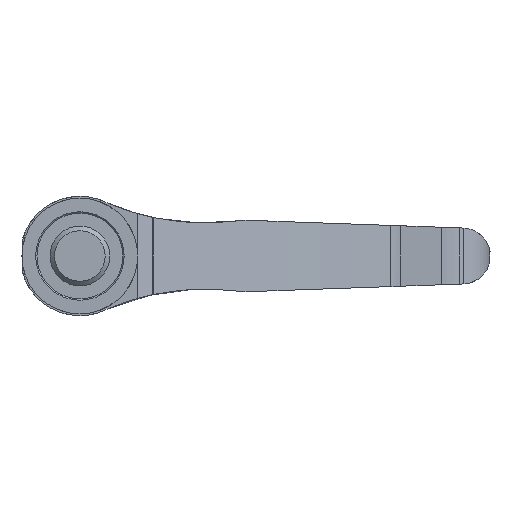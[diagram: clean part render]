
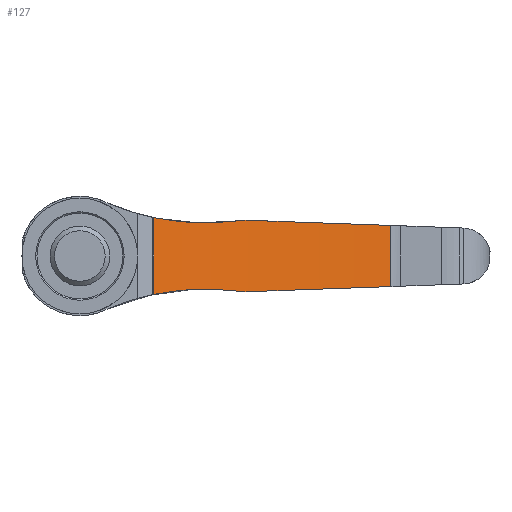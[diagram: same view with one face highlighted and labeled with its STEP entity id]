
A CAD part, front view. The second image highlights one B-rep face of the part: STEP entity #127.
In plain terms, the highlighted cylindrical face has radius 289.16 mm (diameter 578.32 mm), a partial arc.
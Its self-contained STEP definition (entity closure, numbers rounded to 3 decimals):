
#127 = ADVANCED_FACE( '', ( #286 ), #287, .F. );
#286 = FACE_OUTER_BOUND( '', #480, .T. );
#287 = CYLINDRICAL_SURFACE( '', #481, 289.16 );
#480 = EDGE_LOOP( '', ( #785, #786, #787, #788, #789, #790, #791, #792 ) );
#481 = AXIS2_PLACEMENT_3D( '', #793, #794, #795 );
#785 = ORIENTED_EDGE( '', *, *, #1121, .T. );
#786 = ORIENTED_EDGE( '', *, *, #1188, .F. );
#787 = ORIENTED_EDGE( '', *, *, #1189, .T. );
#788 = ORIENTED_EDGE( '', *, *, #1190, .T. );
#789 = ORIENTED_EDGE( '', *, *, #1178, .F. );
#790 = ORIENTED_EDGE( '', *, *, #1191, .T. );
#791 = ORIENTED_EDGE( '', *, *, #1192, .T. );
#792 = ORIENTED_EDGE( '', *, *, #1193, .F. );
#793 = CARTESIAN_POINT( '', ( 152.317, -223.239, 32. ) );
#794 = DIRECTION( '', ( 0., 0., 1. ) );
#795 = DIRECTION( '', ( -1., 0., 0. ) );
#1121 = EDGE_CURVE( '', #1337, #1335, #1338, .T. );
#1178 = EDGE_CURVE( '', #1428, #1430, #1431, .T. );
#1188 = EDGE_CURVE( '', #1443, #1335, #1444, .T. );
#1189 = EDGE_CURVE( '', #1443, #1445, #1446, .T. );
#1190 = EDGE_CURVE( '', #1445, #1430, #1447, .F. );
#1191 = EDGE_CURVE( '', #1428, #1448, #1449, .F. );
#1192 = EDGE_CURVE( '', #1448, #1450, #1451, .T. );
#1193 = EDGE_CURVE( '', #1337, #1450, #1452, .T. );
#1335 = VERTEX_POINT( '', #1683 );
#1337 = VERTEX_POINT( '', #1688 );
#1338 = LINE( '', #1689, #1690 );
#1428 = VERTEX_POINT( '', #1833 );
#1430 = VERTEX_POINT( '', #1835 );
#1431 = LINE( '', #1836, #1837 );
#1443 = VERTEX_POINT( '', #1886 );
#1444 = B_SPLINE_CURVE_WITH_KNOTS( '', 3, ( #1887, #1888, #1889, #1890, #1891, #1892 ), .UNSPECIFIED., .F., .F., ( 4, 2, 4 ), ( 0., 0.013, 0.025 ), .UNSPECIFIED. );
#1445 = VERTEX_POINT( '', #1893 );
#1446 = B_SPLINE_CURVE_WITH_KNOTS( '', 3, ( #1894, #1895, #1896, #1897 ), .UNSPECIFIED., .F., .F., ( 4, 4 ), ( 0., 0.002 ), .UNSPECIFIED. );
#1447 = ELLIPSE( '', #1898, 289.347, 289.16 );
#1448 = VERTEX_POINT( '', #1899 );
#1449 = ELLIPSE( '', #1900, 289.347, 289.16 );
#1450 = VERTEX_POINT( '', #1901 );
#1451 = B_SPLINE_CURVE_WITH_KNOTS( '', 3, ( #1902, #1903, #1904, #1905 ), .UNSPECIFIED., .F., .F., ( 4, 4 ), ( 0., 0.002 ), .UNSPECIFIED. );
#1452 = B_SPLINE_CURVE_WITH_KNOTS( '', 3, ( #1906, #1907, #1908, #1909, #1910, #1911 ), .UNSPECIFIED., .F., .F., ( 4, 2, 4 ), ( 0., 0.013, 0.025 ), .UNSPECIFIED. );
#1683 = CARTESIAN_POINT( '', ( 19.824, 33.781, -10.293 ) );
#1688 = CARTESIAN_POINT( '', ( 19.824, 33.781, 10.293 ) );
#1689 = CARTESIAN_POINT( '', ( 19.824, 33.781, 32. ) );
#1690 = VECTOR( '', #2262, 1000. );
#1833 = CARTESIAN_POINT( '', ( 83.209, 57.542, 8.194 ) );
#1835 = CARTESIAN_POINT( '', ( 83.209, 57.542, -8.194 ) );
#1836 = CARTESIAN_POINT( '', ( 83.209, 57.542, 32. ) );
#1837 = VECTOR( '', #2345, 1000. );
#1886 = CARTESIAN_POINT( '', ( 42.804, 44.381, -9.45 ) );
#1887 = CARTESIAN_POINT( '', ( 42.804, 44.381, -9.45 ) );
#1888 = CARTESIAN_POINT( '', ( 38.876, 42.774, -8.918 ) );
#1889 = CARTESIAN_POINT( '', ( 34.998, 41.086, -8.743 ) );
#1890 = CARTESIAN_POINT( '', ( 27.339, 37.552, -9.036 ) );
#1891 = CARTESIAN_POINT( '', ( 23.558, 35.706, -9.505 ) );
#1892 = CARTESIAN_POINT( '', ( 19.824, 33.781, -10.293 ) );
#1893 = CARTESIAN_POINT( '', ( 45.114, 45.315, -9.564 ) );
#1894 = CARTESIAN_POINT( '', ( 42.804, 44.381, -9.45 ) );
#1895 = CARTESIAN_POINT( '', ( 43.57, 44.694, -9.554 ) );
#1896 = CARTESIAN_POINT( '', ( 44.34, 45.006, -9.592 ) );
#1897 = CARTESIAN_POINT( '', ( 45.114, 45.315, -9.564 ) );
#1898 = AXIS2_PLACEMENT_3D( '', #2356, #2357, #2358 );
#1899 = CARTESIAN_POINT( '', ( 45.114, 45.315, 9.564 ) );
#1900 = AXIS2_PLACEMENT_3D( '', #2359, #2360, #2361 );
#1901 = CARTESIAN_POINT( '', ( 42.804, 44.381, 9.45 ) );
#1902 = CARTESIAN_POINT( '', ( 45.114, 45.315, 9.564 ) );
#1903 = CARTESIAN_POINT( '', ( 44.34, 45.006, 9.592 ) );
#1904 = CARTESIAN_POINT( '', ( 43.57, 44.694, 9.554 ) );
#1905 = CARTESIAN_POINT( '', ( 42.804, 44.381, 9.45 ) );
#1906 = CARTESIAN_POINT( '', ( 19.824, 33.781, 10.293 ) );
#1907 = CARTESIAN_POINT( '', ( 23.558, 35.706, 9.505 ) );
#1908 = CARTESIAN_POINT( '', ( 27.339, 37.552, 9.036 ) );
#1909 = CARTESIAN_POINT( '', ( 34.998, 41.086, 8.743 ) );
#1910 = CARTESIAN_POINT( '', ( 38.876, 42.774, 8.918 ) );
#1911 = CARTESIAN_POINT( '', ( 42.804, 44.381, 9.45 ) );
#2262 = DIRECTION( '', ( 0., 0., -1. ) );
#2345 = DIRECTION( '', ( 0., 0., -1. ) );
#2356 = CARTESIAN_POINT( '', ( 152.317, -223.239, -5.708 ) );
#2357 = DIRECTION( '', ( -0.036, 0., 0.999 ) );
#2358 = DIRECTION( '', ( -0.999, 0., -0.036 ) );
#2359 = CARTESIAN_POINT( '', ( 152.317, -223.239, 5.708 ) );
#2360 = DIRECTION( '', ( -0.036, 0., -0.999 ) );
#2361 = DIRECTION( '', ( 0.999, 0., -0.036 ) );
